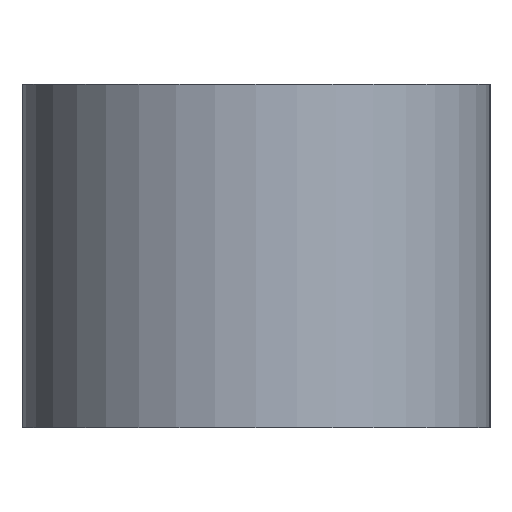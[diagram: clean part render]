
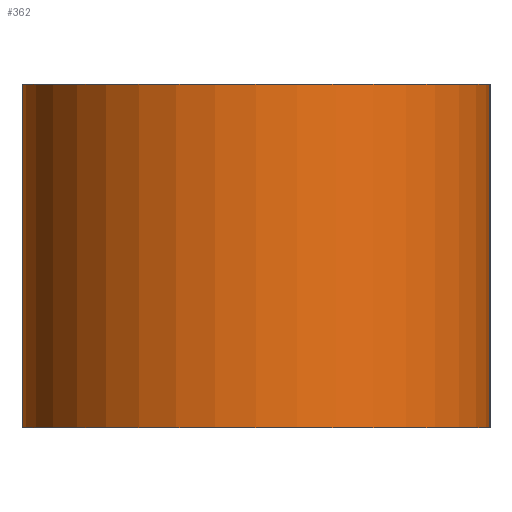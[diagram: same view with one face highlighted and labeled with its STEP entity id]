
A CAD part, left-side view. The second image highlights one B-rep face of the part: STEP entity #362.
In plain terms, the highlighted cylindrical face has radius 22.5 mm (diameter 45 mm), a partial arc.
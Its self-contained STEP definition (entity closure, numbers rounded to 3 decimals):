
#5 = ORIENTED_EDGE ( 'NONE', *, *, #68, .F. ) ;
#22 = CARTESIAN_POINT ( 'NONE',  ( -135., -22.5, 33. ) ) ;
#51 = AXIS2_PLACEMENT_3D ( 'NONE', #176, #99, #66 ) ;
#57 = DIRECTION ( 'NONE',  ( 0., 0., -1. ) ) ;
#66 = DIRECTION ( 'NONE',  ( 1., 0., 0. ) ) ;
#68 = EDGE_CURVE ( 'NONE', #152, #347, #424, .T. ) ;
#71 = VERTEX_POINT ( 'NONE', #250 ) ;
#74 = EDGE_CURVE ( 'NONE', #71, #152, #132, .T. ) ;
#77 = ORIENTED_EDGE ( 'NONE', *, *, #149, .T. ) ;
#83 = VERTEX_POINT ( 'NONE', #22 ) ;
#95 = CARTESIAN_POINT ( 'NONE',  ( -135., -22.5, -7. ) ) ;
#96 = EDGE_LOOP ( 'NONE', ( #418, #77, #5, #413 ) ) ;
#99 = DIRECTION ( 'NONE',  ( 0., 0., -1. ) ) ;
#132 = CIRCLE ( 'NONE', #51, 22.5 ) ;
#139 = CARTESIAN_POINT ( 'NONE',  ( -135., 22.5, -7. ) ) ;
#149 = EDGE_CURVE ( 'NONE', #83, #347, #306, .T. ) ;
#152 = VERTEX_POINT ( 'NONE', #263 ) ;
#176 = CARTESIAN_POINT ( 'NONE',  ( -135., 0., 0. ) ) ;
#178 = FACE_OUTER_BOUND ( 'NONE', #96, .T. ) ;
#193 = EDGE_CURVE ( 'NONE', #71, #83, #225, .T. ) ;
#195 = VECTOR ( 'NONE', #249, 1000. ) ;
#218 = DIRECTION ( 'NONE',  ( 0., 0., 1. ) ) ;
#219 = CARTESIAN_POINT ( 'NONE',  ( -135., 0., -7. ) ) ;
#225 = LINE ( 'NONE', #95, #195 ) ;
#249 = DIRECTION ( 'NONE',  ( 0., 0., 1. ) ) ;
#250 = CARTESIAN_POINT ( 'NONE',  ( -135., -22.5, 0. ) ) ;
#252 = DIRECTION ( 'NONE',  ( 1., 0., 0. ) ) ;
#258 = DIRECTION ( 'NONE',  ( 0., 0., 1. ) ) ;
#263 = CARTESIAN_POINT ( 'NONE',  ( -135., 22.5, 0. ) ) ;
#276 = CYLINDRICAL_SURFACE ( 'NONE', #398, 22.5 ) ;
#294 = CARTESIAN_POINT ( 'NONE',  ( -135., 22.5, 33. ) ) ;
#306 = CIRCLE ( 'NONE', #308, 22.5 ) ;
#308 = AXIS2_PLACEMENT_3D ( 'NONE', #428, #57, #315 ) ;
#315 = DIRECTION ( 'NONE',  ( 1., 0., 0. ) ) ;
#347 = VERTEX_POINT ( 'NONE', #294 ) ;
#362 = ADVANCED_FACE ( 'NONE', ( #178 ), #276, .T. ) ;
#380 = VECTOR ( 'NONE', #218, 1000. ) ;
#398 = AXIS2_PLACEMENT_3D ( 'NONE', #219, #258, #252 ) ;
#413 = ORIENTED_EDGE ( 'NONE', *, *, #74, .F. ) ;
#418 = ORIENTED_EDGE ( 'NONE', *, *, #193, .T. ) ;
#424 = LINE ( 'NONE', #139, #380 ) ;
#428 = CARTESIAN_POINT ( 'NONE',  ( -135., 0., 33. ) ) ;
